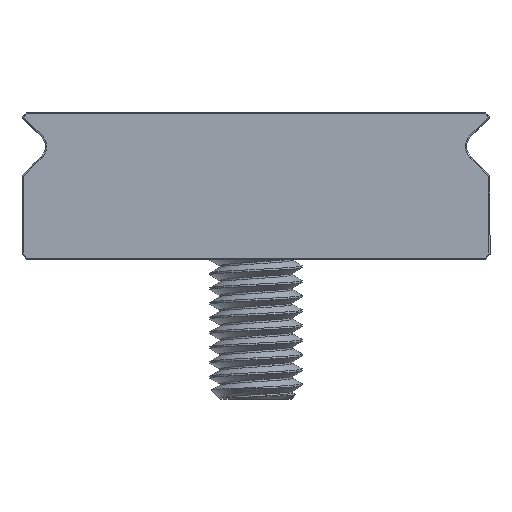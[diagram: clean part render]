
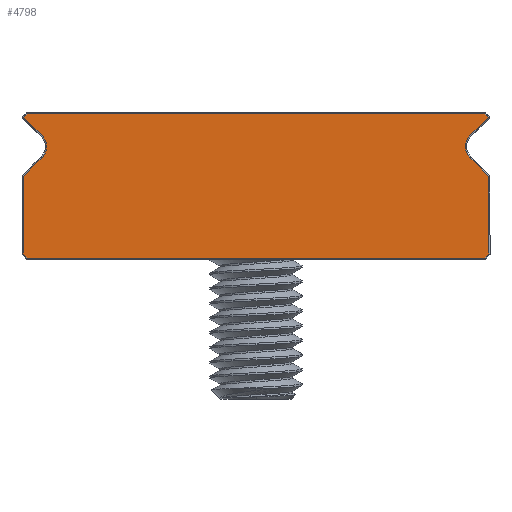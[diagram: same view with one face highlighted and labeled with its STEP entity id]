
A CAD part, left-side view. The second image highlights one B-rep face of the part: STEP entity #4798.
In plain terms, the highlighted planar face has unit normal (-1, 0, 0).
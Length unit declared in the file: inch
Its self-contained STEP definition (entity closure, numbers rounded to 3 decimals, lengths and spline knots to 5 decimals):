
#44 = CARTESIAN_POINT ( 'NONE',  ( -0.375, 0., -0.4975 ) ) ;
#119 = VECTOR ( 'NONE', #582, 39.37008 ) ;
#215 = DIRECTION ( 'NONE',  ( 0., 0.707, 0.707 ) ) ;
#219 = EDGE_CURVE ( 'NONE', #1778, #4585, #4050, .T. ) ;
#297 = ORIENTED_EDGE ( 'NONE', *, *, #4199, .T. ) ;
#323 = VECTOR ( 'NONE', #5304, 39.37008 ) ;
#394 = EDGE_CURVE ( 'NONE', #1416, #4407, #478, .T. ) ;
#398 = VECTOR ( 'NONE', #5601, 39.37008 ) ;
#408 = VERTEX_POINT ( 'NONE', #3708 ) ;
#413 = DIRECTION ( 'NONE',  ( 1., 0., 0. ) ) ;
#478 = LINE ( 'NONE', #671, #3207 ) ;
#492 = VERTEX_POINT ( 'NONE', #4281 ) ;
#580 = CARTESIAN_POINT ( 'NONE',  ( -0.375, 0., -0.47993 ) ) ;
#582 = DIRECTION ( 'NONE',  ( 0., 0.707, -0.707 ) ) ;
#594 = VERTEX_POINT ( 'NONE', #5693 ) ;
#615 = ORIENTED_EDGE ( 'NONE', *, *, #219, .T. ) ;
#621 = EDGE_CURVE ( 'NONE', #930, #5494, #6647, .T. ) ;
#671 = CARTESIAN_POINT ( 'NONE',  ( -0.375, -0.60345, 0.12352 ) ) ;
#689 = CARTESIAN_POINT ( 'NONE',  ( -0.375, 0., -0.47993 ) ) ;
#711 = CARTESIAN_POINT ( 'NONE',  ( -0.375, 0.45695, -0.02298 ) ) ;
#714 = VECTOR ( 'NONE', #5922, 39.37008 ) ;
#716 = AXIS2_PLACEMENT_3D ( 'NONE', #3492, #413, #3987 ) ;
#845 = EDGE_CURVE ( 'NONE', #5494, #1416, #1750, .T. ) ;
#886 = EDGE_CURVE ( 'NONE', #4407, #1778, #4135, .T. ) ;
#914 = ORIENTED_EDGE ( 'NONE', *, *, #1901, .T. ) ;
#930 = VERTEX_POINT ( 'NONE', #2206 ) ;
#942 = DIRECTION ( 'NONE',  ( 0., 0.707, -0.707 ) ) ;
#1004 = ORIENTED_EDGE ( 'NONE', *, *, #5715, .T. ) ;
#1055 = VERTEX_POINT ( 'NONE', #1234 ) ;
#1056 = ORIENTED_EDGE ( 'NONE', *, *, #5036, .T. ) ;
#1097 = DIRECTION ( 'NONE',  ( 0., 0., -1. ) ) ;
#1196 = VECTOR ( 'NONE', #1606, 39.37008 ) ;
#1220 = DIRECTION ( 'NONE',  ( 1., 0., 0. ) ) ;
#1234 = CARTESIAN_POINT ( 'NONE',  ( -0.375, 0.07, 0.48896 ) ) ;
#1316 = ORIENTED_EDGE ( 'NONE', *, *, #5499, .T. ) ;
#1321 = FACE_OUTER_BOUND ( 'NONE', #5682, .T. ) ;
#1378 = LINE ( 'NONE', #1732, #323 ) ;
#1416 = VERTEX_POINT ( 'NONE', #4532 ) ;
#1524 = VERTEX_POINT ( 'NONE', #3686 ) ;
#1606 = DIRECTION ( 'NONE',  ( 0., -0.707, 0.707 ) ) ;
#1732 = CARTESIAN_POINT ( 'NONE',  ( -0.375, 0.02298, -0.45695 ) ) ;
#1750 = LINE ( 'NONE', #5302, #2966 ) ;
#1778 = VERTEX_POINT ( 'NONE', #2401 ) ;
#1852 = DIRECTION ( 'NONE',  ( 0., 0., -1. ) ) ;
#1901 = EDGE_CURVE ( 'NONE', #408, #5648, #1378, .T. ) ;
#2002 = ORIENTED_EDGE ( 'NONE', *, *, #845, .T. ) ;
#2007 = CARTESIAN_POINT ( 'NONE',  ( -0.375, 0.51945, 0.03952 ) ) ;
#2009 = CARTESIAN_POINT ( 'NONE',  ( -0.375, 0.02298, 0.45695 ) ) ;
#2026 = EDGE_CURVE ( 'NONE', #6108, #408, #2087, .T. ) ;
#2044 = LINE ( 'NONE', #3630, #4593 ) ;
#2087 = LINE ( 'NONE', #2865, #714 ) ;
#2206 = CARTESIAN_POINT ( 'NONE',  ( -0.375, -0.22946, -0.4975 ) ) ;
#2308 = CARTESIAN_POINT ( 'NONE',  ( -0.375, 0.07, -0.48896 ) ) ;
#2401 = CARTESIAN_POINT ( 'NONE',  ( -0.375, -0.06354, 0.4975 ) ) ;
#2476 = CARTESIAN_POINT ( 'NONE',  ( -0.375, -0.238, -0.48896 ) ) ;
#2509 = EDGE_CURVE ( 'NONE', #1055, #6108, #3212, .T. ) ;
#2542 = CARTESIAN_POINT ( 'NONE',  ( -0.375, 0., 0.47993 ) ) ;
#2661 = LINE ( 'NONE', #2007, #3852 ) ;
#2729 = EDGE_CURVE ( 'NONE', #1524, #1055, #2661, .T. ) ;
#2745 = DIRECTION ( 'NONE',  ( 0., 1., 0. ) ) ;
#2770 = CARTESIAN_POINT ( 'NONE',  ( -0.375, 0., 0.4975 ) ) ;
#2865 = CARTESIAN_POINT ( 'NONE',  ( -0.375, 0.03952, -0.51945 ) ) ;
#2966 = VECTOR ( 'NONE', #5280, 39.37008 ) ;
#3001 = CARTESIAN_POINT ( 'NONE',  ( -0.375, -0.22946, 0.4975 ) ) ;
#3054 = DIRECTION ( 'NONE',  ( 0., 0., -1. ) ) ;
#3123 = VECTOR ( 'NONE', #2745, 39.37008 ) ;
#3125 = DIRECTION ( 'NONE',  ( 0., 0.707, 0.707 ) ) ;
#3207 = VECTOR ( 'NONE', #215, 39.37008 ) ;
#3212 = LINE ( 'NONE', #4387, #5934 ) ;
#3401 = VECTOR ( 'NONE', #4807, 39.37008 ) ;
#3492 = CARTESIAN_POINT ( 'NONE',  ( -0.375, 0., 0.47993 ) ) ;
#3630 = CARTESIAN_POINT ( 'NONE',  ( -0.375, -0.45695, -0.02298 ) ) ;
#3686 = CARTESIAN_POINT ( 'NONE',  ( -0.375, 0.0625, 0.49646 ) ) ;
#3708 = CARTESIAN_POINT ( 'NONE',  ( -0.375, 0.0625, -0.49646 ) ) ;
#3755 = PLANE ( 'NONE',  #4986 ) ;
#3780 = CIRCLE ( 'NONE', #5094, 0.0325 ) ;
#3852 = VECTOR ( 'NONE', #942, 39.37008 ) ;
#3855 = ORIENTED_EDGE ( 'NONE', *, *, #2509, .T. ) ;
#3987 = DIRECTION ( 'NONE',  ( 0., 0., -1. ) ) ;
#4050 = LINE ( 'NONE', #711, #119 ) ;
#4129 = CARTESIAN_POINT ( 'NONE',  ( -0.375, -0.02298, 0.45695 ) ) ;
#4135 = LINE ( 'NONE', #2770, #3123 ) ;
#4147 = DIRECTION ( 'NONE',  ( 1., 0., 0. ) ) ;
#4199 = EDGE_CURVE ( 'NONE', #4459, #1524, #2044, .T. ) ;
#4243 = EDGE_CURVE ( 'NONE', #5648, #594, #5975, .T. ) ;
#4281 = CARTESIAN_POINT ( 'NONE',  ( -0.375, -0.06354, -0.4975 ) ) ;
#4283 = CARTESIAN_POINT ( 'NONE',  ( -0.375, -0.02298, -0.45695 ) ) ;
#4387 = CARTESIAN_POINT ( 'NONE',  ( -0.375, 0.07, -0.47993 ) ) ;
#4407 = VERTEX_POINT ( 'NONE', #3001 ) ;
#4459 = VERTEX_POINT ( 'NONE', #2009 ) ;
#4532 = CARTESIAN_POINT ( 'NONE',  ( -0.375, -0.238, 0.48896 ) ) ;
#4574 = CARTESIAN_POINT ( 'NONE',  ( -0.375, 0., 0.44743 ) ) ;
#4585 = VERTEX_POINT ( 'NONE', #4129 ) ;
#4593 = VECTOR ( 'NONE', #3125, 39.37008 ) ;
#4733 = LINE ( 'NONE', #4283, #3401 ) ;
#4780 = DIRECTION ( 'NONE',  ( 0., 0., -1. ) ) ;
#4789 = ORIENTED_EDGE ( 'NONE', *, *, #4810, .T. ) ;
#4798 = ADVANCED_FACE ( 'NONE', ( #1321 ), #3755, .F. ) ;
#4807 = DIRECTION ( 'NONE',  ( 0., -0.707, -0.707 ) ) ;
#4810 = EDGE_CURVE ( 'NONE', #594, #492, #4733, .T. ) ;
#4986 = AXIS2_PLACEMENT_3D ( 'NONE', #689, #1220, #4780 ) ;
#5036 = EDGE_CURVE ( 'NONE', #5630, #4459, #3780, .T. ) ;
#5068 = ORIENTED_EDGE ( 'NONE', *, *, #886, .T. ) ;
#5094 = AXIS2_PLACEMENT_3D ( 'NONE', #2542, #6120, #3054 ) ;
#5108 = AXIS2_PLACEMENT_3D ( 'NONE', #580, #4147, #1097 ) ;
#5219 = CARTESIAN_POINT ( 'NONE',  ( -0.375, -0.12352, -0.60345 ) ) ;
#5277 = ORIENTED_EDGE ( 'NONE', *, *, #2729, .T. ) ;
#5280 = DIRECTION ( 'NONE',  ( 0., 0., 1. ) ) ;
#5302 = CARTESIAN_POINT ( 'NONE',  ( -0.375, -0.238, -0.47993 ) ) ;
#5304 = DIRECTION ( 'NONE',  ( 0., -0.707, 0.707 ) ) ;
#5494 = VERTEX_POINT ( 'NONE', #2476 ) ;
#5499 = EDGE_CURVE ( 'NONE', #4585, #5630, #6340, .T. ) ;
#5601 = DIRECTION ( 'NONE',  ( 0., -1., 0. ) ) ;
#5622 = CARTESIAN_POINT ( 'NONE',  ( -0.375, 0.02298, -0.45695 ) ) ;
#5630 = VERTEX_POINT ( 'NONE', #4574 ) ;
#5648 = VERTEX_POINT ( 'NONE', #5622 ) ;
#5679 = LINE ( 'NONE', #44, #398 ) ;
#5682 = EDGE_LOOP ( 'NONE', ( #615, #1316, #1056, #297, #5277, #3855, #5725, #914, #6465, #4789, #1004, #5832, #2002, #5738, #5068 ) ) ;
#5693 = CARTESIAN_POINT ( 'NONE',  ( -0.375, -0.02298, -0.45695 ) ) ;
#5715 = EDGE_CURVE ( 'NONE', #492, #930, #5679, .T. ) ;
#5725 = ORIENTED_EDGE ( 'NONE', *, *, #2026, .T. ) ;
#5738 = ORIENTED_EDGE ( 'NONE', *, *, #394, .T. ) ;
#5832 = ORIENTED_EDGE ( 'NONE', *, *, #621, .T. ) ;
#5922 = DIRECTION ( 'NONE',  ( 0., -0.707, -0.707 ) ) ;
#5934 = VECTOR ( 'NONE', #1852, 39.37008 ) ;
#5975 = CIRCLE ( 'NONE', #5108, 0.0325 ) ;
#6108 = VERTEX_POINT ( 'NONE', #2308 ) ;
#6120 = DIRECTION ( 'NONE',  ( 1., 0., 0. ) ) ;
#6340 = CIRCLE ( 'NONE', #716, 0.0325 ) ;
#6465 = ORIENTED_EDGE ( 'NONE', *, *, #4243, .T. ) ;
#6647 = LINE ( 'NONE', #5219, #1196 ) ;
